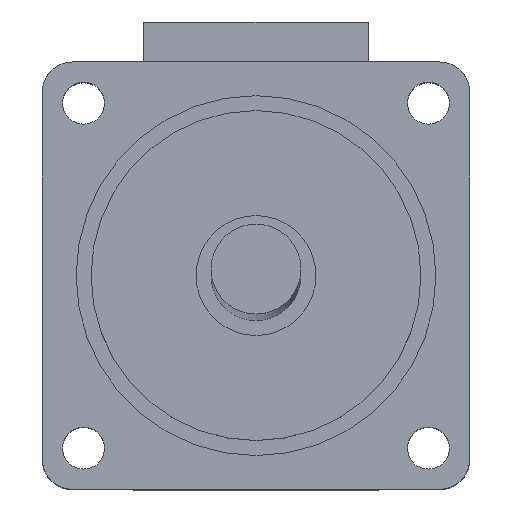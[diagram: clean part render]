
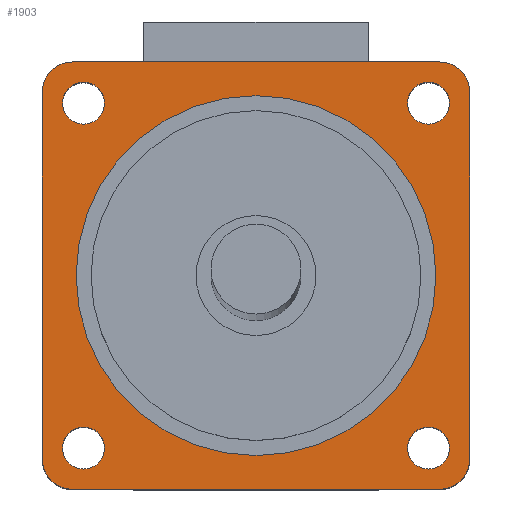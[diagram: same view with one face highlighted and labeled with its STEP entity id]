
A CAD part, top view. The second image highlights one B-rep face of the part: STEP entity #1903.
In plain terms, the highlighted planar face has unit normal (0, 0, 1).
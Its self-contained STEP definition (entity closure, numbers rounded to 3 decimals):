
#29=FACE_BOUND('',#670,.T.);
#30=FACE_BOUND('',#671,.T.);
#31=FACE_BOUND('',#672,.T.);
#32=FACE_BOUND('',#673,.T.);
#33=FACE_BOUND('',#674,.T.);
#80=LINE('',#2923,#250);
#83=LINE('',#2929,#253);
#87=LINE('',#2936,#257);
#90=LINE('',#2942,#260);
#250=VECTOR('',#2332,24.5);
#253=VECTOR('',#2337,24.5);
#257=VECTOR('',#2343,24.5);
#260=VECTOR('',#2348,24.5);
#555=FACE_OUTER_BOUND('',#669,.T.);
#669=EDGE_LOOP('',(#1382,#1383,#1384,#1385,#1386,#1387,#1388,#1389));
#670=EDGE_LOOP('',(#1390));
#671=EDGE_LOOP('',(#1391));
#672=EDGE_LOOP('',(#1392));
#673=EDGE_LOOP('',(#1393));
#674=EDGE_LOOP('',(#1394));
#797=CIRCLE('',#2039,1.4);
#799=CIRCLE('',#2042,1.4);
#801=CIRCLE('',#2045,1.4);
#803=CIRCLE('',#2048,1.4);
#812=CIRCLE('',#2064,2.);
#813=CIRCLE('',#2065,2.);
#814=CIRCLE('',#2066,2.);
#815=CIRCLE('',#2067,2.);
#816=CIRCLE('',#2068,12.);
#896=VERTEX_POINT('',#2847);
#898=VERTEX_POINT('',#2853);
#900=VERTEX_POINT('',#2859);
#902=VERTEX_POINT('',#2865);
#927=VERTEX_POINT('',#2921);
#928=VERTEX_POINT('',#2922);
#929=VERTEX_POINT('',#2927);
#930=VERTEX_POINT('',#2928);
#931=VERTEX_POINT('',#2933);
#932=VERTEX_POINT('',#2935);
#933=VERTEX_POINT('',#2939);
#934=VERTEX_POINT('',#2941);
#935=VERTEX_POINT('',#2949);
#1063=EDGE_CURVE('',#896,#896,#797,.T.);
#1066=EDGE_CURVE('',#898,#898,#799,.T.);
#1069=EDGE_CURVE('',#900,#900,#801,.T.);
#1072=EDGE_CURVE('',#902,#902,#803,.T.);
#1099=EDGE_CURVE('',#927,#928,#80,.T.);
#1102=EDGE_CURVE('',#929,#930,#83,.T.);
#1106=EDGE_CURVE('',#932,#931,#87,.T.);
#1109=EDGE_CURVE('',#934,#933,#90,.T.);
#1111=EDGE_CURVE('',#933,#927,#812,.T.);
#1112=EDGE_CURVE('',#928,#929,#813,.T.);
#1113=EDGE_CURVE('',#930,#932,#814,.T.);
#1114=EDGE_CURVE('',#931,#934,#815,.T.);
#1115=EDGE_CURVE('',#935,#935,#816,.T.);
#1382=ORIENTED_EDGE('',*,*,#1109,.T.);
#1383=ORIENTED_EDGE('',*,*,#1111,.T.);
#1384=ORIENTED_EDGE('',*,*,#1099,.T.);
#1385=ORIENTED_EDGE('',*,*,#1112,.T.);
#1386=ORIENTED_EDGE('',*,*,#1102,.T.);
#1387=ORIENTED_EDGE('',*,*,#1113,.T.);
#1388=ORIENTED_EDGE('',*,*,#1106,.T.);
#1389=ORIENTED_EDGE('',*,*,#1114,.T.);
#1390=ORIENTED_EDGE('',*,*,#1115,.F.);
#1391=ORIENTED_EDGE('',*,*,#1072,.F.);
#1392=ORIENTED_EDGE('',*,*,#1069,.F.);
#1393=ORIENTED_EDGE('',*,*,#1066,.F.);
#1394=ORIENTED_EDGE('',*,*,#1063,.F.);
#1834=PLANE('',#2063);
#1903=ADVANCED_FACE('',(#555,#29,#30,#31,#32,#33),#1834,.T.);
#2039=AXIS2_PLACEMENT_3D('',#2849,#2269,#2270);
#2042=AXIS2_PLACEMENT_3D('',#2855,#2276,#2277);
#2045=AXIS2_PLACEMENT_3D('',#2861,#2283,#2284);
#2048=AXIS2_PLACEMENT_3D('',#2867,#2290,#2291);
#2063=AXIS2_PLACEMENT_3D('',#2944,#2350,#2351);
#2064=AXIS2_PLACEMENT_3D('',#2945,#2352,#2353);
#2065=AXIS2_PLACEMENT_3D('',#2946,#2354,#2355);
#2066=AXIS2_PLACEMENT_3D('',#2947,#2356,#2357);
#2067=AXIS2_PLACEMENT_3D('',#2948,#2358,#2359);
#2068=AXIS2_PLACEMENT_3D('',#2950,#2360,#2361);
#2269=DIRECTION('center_axis',(0.,0.,1.));
#2270=DIRECTION('ref_axis',(1.,0.,0.));
#2276=DIRECTION('center_axis',(0.,0.,1.));
#2277=DIRECTION('ref_axis',(1.,0.,0.));
#2283=DIRECTION('center_axis',(0.,0.,1.));
#2284=DIRECTION('ref_axis',(1.,0.,0.));
#2290=DIRECTION('center_axis',(0.,0.,1.));
#2291=DIRECTION('ref_axis',(1.,0.,0.));
#2332=DIRECTION('',(0.,1.,0.));
#2337=DIRECTION('',(-1.,0.,0.));
#2343=DIRECTION('',(0.,-1.,0.));
#2348=DIRECTION('',(1.,0.,0.));
#2350=DIRECTION('center_axis',(0.,0.,1.));
#2351=DIRECTION('ref_axis',(1.,0.,0.));
#2352=DIRECTION('center_axis',(0.,0.,1.));
#2353=DIRECTION('ref_axis',(1.,0.,0.));
#2354=DIRECTION('center_axis',(0.,0.,1.));
#2355=DIRECTION('ref_axis',(1.,0.,0.));
#2356=DIRECTION('center_axis',(0.,0.,1.));
#2357=DIRECTION('ref_axis',(1.,0.,0.));
#2358=DIRECTION('center_axis',(0.,0.,1.));
#2359=DIRECTION('ref_axis',(1.,0.,0.));
#2360=DIRECTION('center_axis',(0.,0.,1.));
#2361=DIRECTION('ref_axis',(1.,0.,0.));
#2847=CARTESIAN_POINT('',(-12.9,11.5,7.));
#2849=CARTESIAN_POINT('Origin',(-11.5,11.5,7.));
#2853=CARTESIAN_POINT('',(10.1,11.5,7.));
#2855=CARTESIAN_POINT('Origin',(11.5,11.5,7.));
#2859=CARTESIAN_POINT('',(10.1,-11.5,7.));
#2861=CARTESIAN_POINT('Origin',(11.5,-11.5,7.));
#2865=CARTESIAN_POINT('',(-12.9,-11.5,7.));
#2867=CARTESIAN_POINT('Origin',(-11.5,-11.5,7.));
#2921=CARTESIAN_POINT('',(14.25,-12.25,7.));
#2922=CARTESIAN_POINT('',(14.25,12.25,7.));
#2923=CARTESIAN_POINT('',(14.25,-12.25,7.));
#2927=CARTESIAN_POINT('',(12.25,14.25,7.));
#2928=CARTESIAN_POINT('',(-12.25,14.25,7.));
#2929=CARTESIAN_POINT('',(12.25,14.25,7.));
#2933=CARTESIAN_POINT('',(-14.25,-12.25,7.));
#2935=CARTESIAN_POINT('',(-14.25,12.25,7.));
#2936=CARTESIAN_POINT('',(-14.25,12.25,7.));
#2939=CARTESIAN_POINT('',(12.25,-14.25,7.));
#2941=CARTESIAN_POINT('',(-12.25,-14.25,7.));
#2942=CARTESIAN_POINT('',(-12.25,-14.25,7.));
#2944=CARTESIAN_POINT('Origin',(0.,0.,7.));
#2945=CARTESIAN_POINT('Origin',(12.25,-12.25,7.));
#2946=CARTESIAN_POINT('Origin',(12.25,12.25,7.));
#2947=CARTESIAN_POINT('Origin',(-12.25,12.25,7.));
#2948=CARTESIAN_POINT('Origin',(-12.25,-12.25,7.));
#2949=CARTESIAN_POINT('',(-12.,0.,7.));
#2950=CARTESIAN_POINT('Origin',(0.,0.,7.));
